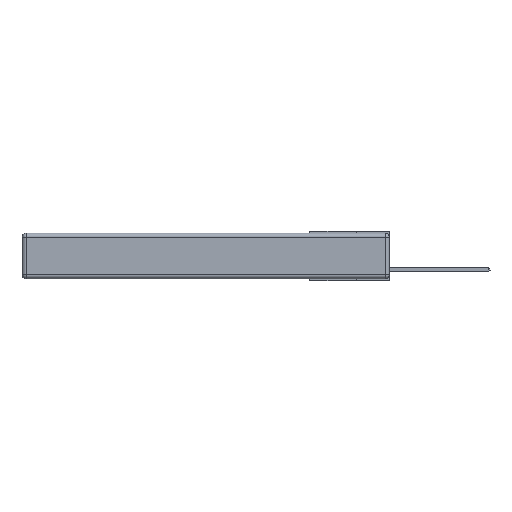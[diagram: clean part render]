
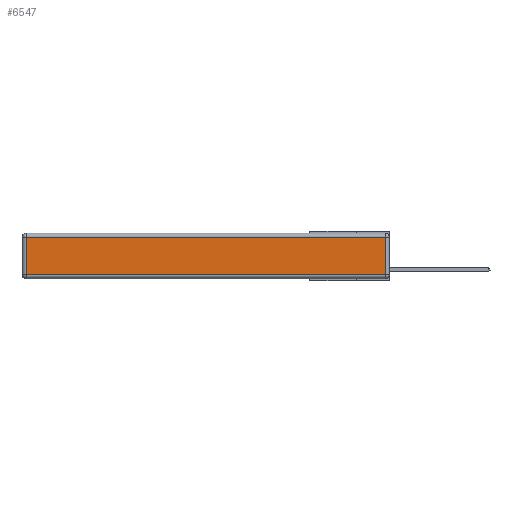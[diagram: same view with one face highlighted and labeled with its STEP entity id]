
A CAD part, left-side view. The second image highlights one B-rep face of the part: STEP entity #6547.
In plain terms, the highlighted planar face has unit normal (-1, 0, 0).
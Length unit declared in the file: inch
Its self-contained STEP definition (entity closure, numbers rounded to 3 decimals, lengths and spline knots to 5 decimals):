
#354 = EDGE_LOOP ( 'NONE', ( #12593, #8696, #11044, #11830 ) ) ;
#1197 = LINE ( 'NONE', #1391, #3005 ) ;
#1200 = CARTESIAN_POINT ( 'NONE',  ( 0., 2.72, -0.343 ) ) ;
#1391 = CARTESIAN_POINT ( 'NONE',  ( 0., 0., -0.313 ) ) ;
#1492 = VECTOR ( 'NONE', #4749, 39.37008 ) ;
#1841 = DIRECTION ( 'NONE',  ( 0., -1., 0. ) ) ;
#2107 = VECTOR ( 'NONE', #2234, 39.37008 ) ;
#2234 = DIRECTION ( 'NONE',  ( 0., 0., 1. ) ) ;
#2732 = CARTESIAN_POINT ( 'NONE',  ( 0., 0.03, -0.03 ) ) ;
#3005 = VECTOR ( 'NONE', #1841, 39.37008 ) ;
#3097 = VERTEX_POINT ( 'NONE', #9010 ) ;
#4749 = DIRECTION ( 'NONE',  ( 0., 1., 0. ) ) ;
#4759 = FACE_OUTER_BOUND ( 'NONE', #354, .T. ) ;
#5043 = EDGE_CURVE ( 'NONE', #7381, #13338, #8289, .T. ) ;
#5183 = PLANE ( 'NONE',  #10602 ) ;
#6229 = LINE ( 'NONE', #6440, #2107 ) ;
#6257 = EDGE_CURVE ( 'NONE', #13338, #3097, #14220, .T. ) ;
#6337 = DIRECTION ( 'NONE',  ( -1., 0., 0. ) ) ;
#6340 = CARTESIAN_POINT ( 'NONE',  ( 0., 2.72, -0.03 ) ) ;
#6440 = CARTESIAN_POINT ( 'NONE',  ( 0., 0.03, -0.343 ) ) ;
#6473 = EDGE_CURVE ( 'NONE', #3097, #9040, #1197, .T. ) ;
#6547 = ADVANCED_FACE ( 'NONE', ( #4759 ), #5183, .T. ) ;
#7381 = VERTEX_POINT ( 'NONE', #2732 ) ;
#8289 = LINE ( 'NONE', #11610, #1492 ) ;
#8696 = ORIENTED_EDGE ( 'NONE', *, *, #11734, .T. ) ;
#8927 = DIRECTION ( 'NONE',  ( 0., 0., 1. ) ) ;
#9010 = CARTESIAN_POINT ( 'NONE',  ( 0., 2.72, -0.313 ) ) ;
#9040 = VERTEX_POINT ( 'NONE', #11836 ) ;
#10602 = AXIS2_PLACEMENT_3D ( 'NONE', #13171, #6337, #8927 ) ;
#11044 = ORIENTED_EDGE ( 'NONE', *, *, #5043, .T. ) ;
#11224 = VECTOR ( 'NONE', #12530, 39.37008 ) ;
#11610 = CARTESIAN_POINT ( 'NONE',  ( 0., 2.75, -0.03 ) ) ;
#11734 = EDGE_CURVE ( 'NONE', #9040, #7381, #6229, .T. ) ;
#11830 = ORIENTED_EDGE ( 'NONE', *, *, #6257, .T. ) ;
#11836 = CARTESIAN_POINT ( 'NONE',  ( 0., 0.03, -0.313 ) ) ;
#12530 = DIRECTION ( 'NONE',  ( 0., 0., -1. ) ) ;
#12593 = ORIENTED_EDGE ( 'NONE', *, *, #6473, .T. ) ;
#13171 = CARTESIAN_POINT ( 'NONE',  ( 0., 0., -0.343 ) ) ;
#13338 = VERTEX_POINT ( 'NONE', #6340 ) ;
#14220 = LINE ( 'NONE', #1200, #11224 ) ;
